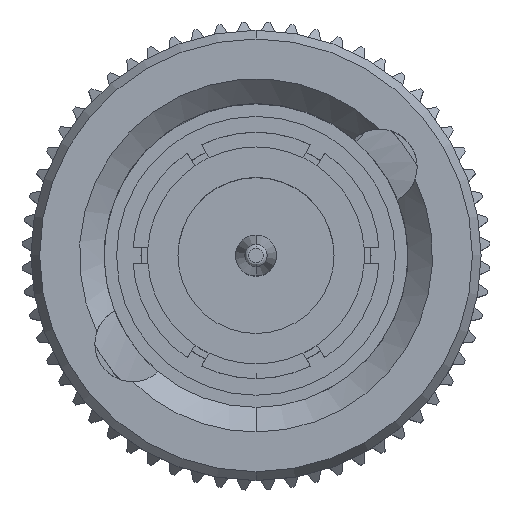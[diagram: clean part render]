
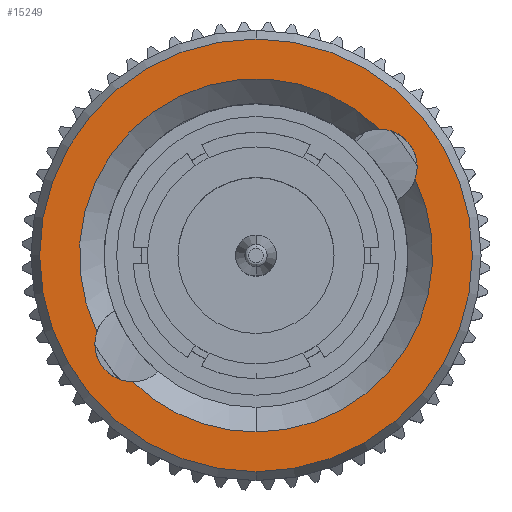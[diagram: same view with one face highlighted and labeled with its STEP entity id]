
A CAD part, top view. The second image highlights one B-rep face of the part: STEP entity #15249.
In plain terms, the highlighted face is planar.
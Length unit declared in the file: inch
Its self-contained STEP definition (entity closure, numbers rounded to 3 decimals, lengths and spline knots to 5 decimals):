
#20 = ORIENTED_EDGE ( 'NONE', *, *, #11305, .T. ) ;
#194 = EDGE_LOOP ( 'NONE', ( #20, #21499 ) ) ;
#390 = CARTESIAN_POINT ( 'NONE',  ( 0.33873, 0.1938, -0.09296 ) ) ;
#761 = EDGE_CURVE ( 'NONE', #21767, #9036, #13753, .T. ) ;
#1071 = AXIS2_PLACEMENT_3D ( 'NONE', #17163, #19022, #1490 ) ;
#1490 = DIRECTION ( 'NONE',  ( 0., 0., 1. ) ) ;
#2162 = DIRECTION ( 'NONE',  ( 0., 0., 1. ) ) ;
#2196 = CARTESIAN_POINT ( 'NONE',  ( 0.33873, 0., 0.26339 ) ) ;
#2809 = EDGE_CURVE ( 'NONE', #14847, #4817, #7039, .T. ) ;
#2869 = VERTEX_POINT ( 'NONE', #7862 ) ;
#3385 = DIRECTION ( 'NONE',  ( 0., 0., -1. ) ) ;
#3768 = CARTESIAN_POINT ( 'NONE',  ( 0.33873, 0., 0. ) ) ;
#4272 = DIRECTION ( 'NONE',  ( 0., 0., -1. ) ) ;
#4686 = CIRCLE ( 'NONE', #21989, 0.21494 ) ;
#4692 = DIRECTION ( 'NONE',  ( 1., 0., 0. ) ) ;
#4817 = VERTEX_POINT ( 'NONE', #17679 ) ;
#5151 = CARTESIAN_POINT ( 'NONE',  ( 0.33873, 0., -0.26339 ) ) ;
#5213 = DIRECTION ( 'NONE',  ( 0., 0., -1. ) ) ;
#5377 = EDGE_CURVE ( 'NONE', #2869, #10228, #14445, .T. ) ;
#5558 = ORIENTED_EDGE ( 'NONE', *, *, #19929, .T. ) ;
#6004 = AXIS2_PLACEMENT_3D ( 'NONE', #11761, #8763, #22240 ) ;
#7039 = CIRCLE ( 'NONE', #19173, 0.26339 ) ;
#7115 = AXIS2_PLACEMENT_3D ( 'NONE', #5151, #4692, #10130 ) ;
#7208 = EDGE_CURVE ( 'NONE', #7734, #10732, #7213, .T. ) ;
#7213 = CIRCLE ( 'NONE', #20455, 0.21494 ) ;
#7734 = VERTEX_POINT ( 'NONE', #13568 ) ;
#7846 = ORIENTED_EDGE ( 'NONE', *, *, #12201, .T. ) ;
#7862 = CARTESIAN_POINT ( 'NONE',  ( 0.33873, -0.1938, 0.09296 ) ) ;
#8469 = ORIENTED_EDGE ( 'NONE', *, *, #16658, .F. ) ;
#8763 = DIRECTION ( 'NONE',  ( -1., 0., 0. ) ) ;
#9036 = VERTEX_POINT ( 'NONE', #15301 ) ;
#9812 = DIRECTION ( 'NONE',  ( -1., 0., 0. ) ) ;
#10130 = DIRECTION ( 'NONE',  ( 0., 0., -1. ) ) ;
#10228 = VERTEX_POINT ( 'NONE', #15638 ) ;
#10345 = FACE_OUTER_BOUND ( 'NONE', #194, .T. ) ;
#10481 = DIRECTION ( 'NONE',  ( 1., 0., 0. ) ) ;
#10732 = VERTEX_POINT ( 'NONE', #13988 ) ;
#11005 = CIRCLE ( 'NONE', #1071, 0.26339 ) ;
#11136 = AXIS2_PLACEMENT_3D ( 'NONE', #22420, #18965, #3385 ) ;
#11177 = AXIS2_PLACEMENT_3D ( 'NONE', #21972, #19676, #2162 ) ;
#11305 = EDGE_CURVE ( 'NONE', #4817, #14847, #11005, .T. ) ;
#11761 = CARTESIAN_POINT ( 'NONE',  ( 0.33873, -0.15026, 0.10782 ) ) ;
#11839 = PLANE ( 'NONE',  #7115 ) ;
#12201 = EDGE_CURVE ( 'NONE', #2869, #9036, #22562, .T. ) ;
#12649 = DIRECTION ( 'NONE',  ( 0., 0., -1. ) ) ;
#12751 = EDGE_LOOP ( 'NONE', ( #18275, #5558, #20729, #8469, #16378, #7846 ) ) ;
#13486 = CARTESIAN_POINT ( 'NONE',  ( 0.33873, 0., 0. ) ) ;
#13568 = CARTESIAN_POINT ( 'NONE',  ( 0.33873, 0., 0.21494 ) ) ;
#13753 = CIRCLE ( 'NONE', #11177, 0.046 ) ;
#13988 = CARTESIAN_POINT ( 'NONE',  ( 0.33873, -0.15014, 0.15382 ) ) ;
#14445 = CIRCLE ( 'NONE', #6004, 0.046 ) ;
#14847 = VERTEX_POINT ( 'NONE', #2196 ) ;
#15249 = ADVANCED_FACE ( 'NONE', ( #10345, #18987 ), #11839, .F. ) ;
#15301 = CARTESIAN_POINT ( 'NONE',  ( 0.33873, 0.15014, -0.15382 ) ) ;
#15328 = DIRECTION ( 'NONE',  ( 1., 0., 0. ) ) ;
#15638 = CARTESIAN_POINT ( 'NONE',  ( 0.33873, -0.15026, 0.15382 ) ) ;
#16378 = ORIENTED_EDGE ( 'NONE', *, *, #5377, .F. ) ;
#16658 = EDGE_CURVE ( 'NONE', #10228, #10732, #17762, .T. ) ;
#16661 = AXIS2_PLACEMENT_3D ( 'NONE', #18934, #17417, #5213 ) ;
#16706 = CARTESIAN_POINT ( 'NONE',  ( 0.33873, 0., 0. ) ) ;
#16935 = DIRECTION ( 'NONE',  ( 0., 0., 1. ) ) ;
#17163 = CARTESIAN_POINT ( 'NONE',  ( 0.33873, 0., 0. ) ) ;
#17417 = DIRECTION ( 'NONE',  ( 1., 0., 0. ) ) ;
#17679 = CARTESIAN_POINT ( 'NONE',  ( 0.33873, 0., -0.26339 ) ) ;
#17762 = CIRCLE ( 'NONE', #11136, 0.046 ) ;
#18275 = ORIENTED_EDGE ( 'NONE', *, *, #761, .F. ) ;
#18934 = CARTESIAN_POINT ( 'NONE',  ( 0.33873, 0., 0. ) ) ;
#18965 = DIRECTION ( 'NONE',  ( -1., 0., 0. ) ) ;
#18987 = FACE_BOUND ( 'NONE', #12751, .T. ) ;
#19022 = DIRECTION ( 'NONE',  ( -1., 0., 0. ) ) ;
#19173 = AXIS2_PLACEMENT_3D ( 'NONE', #16706, #9812, #16935 ) ;
#19676 = DIRECTION ( 'NONE',  ( -1., 0., 0. ) ) ;
#19929 = EDGE_CURVE ( 'NONE', #21767, #7734, #4686, .T. ) ;
#20455 = AXIS2_PLACEMENT_3D ( 'NONE', #13486, #15328, #4272 ) ;
#20729 = ORIENTED_EDGE ( 'NONE', *, *, #7208, .T. ) ;
#21499 = ORIENTED_EDGE ( 'NONE', *, *, #2809, .T. ) ;
#21767 = VERTEX_POINT ( 'NONE', #390 ) ;
#21972 = CARTESIAN_POINT ( 'NONE',  ( 0.33873, 0.15026, -0.10782 ) ) ;
#21989 = AXIS2_PLACEMENT_3D ( 'NONE', #3768, #10481, #12649 ) ;
#22240 = DIRECTION ( 'NONE',  ( 0., 0., -1. ) ) ;
#22420 = CARTESIAN_POINT ( 'NONE',  ( 0.33873, -0.15026, 0.10782 ) ) ;
#22562 = CIRCLE ( 'NONE', #16661, 0.21494 ) ;
